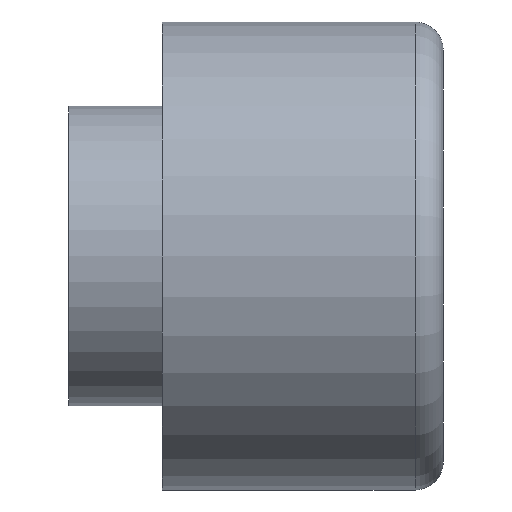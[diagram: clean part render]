
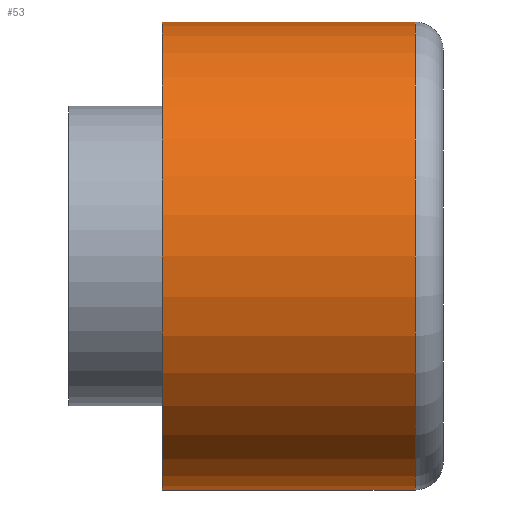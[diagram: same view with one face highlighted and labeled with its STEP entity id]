
A CAD part, front view. The second image highlights one B-rep face of the part: STEP entity #53.
In plain terms, the highlighted cylindrical face has radius 25 mm (diameter 50 mm), a full revolution.
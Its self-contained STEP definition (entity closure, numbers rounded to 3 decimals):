
#53 = ADVANCED_FACE( '', ( #111, #112 ), #113, .T. );
#111 = FACE_OUTER_BOUND( '', #168, .T. );
#112 = FACE_OUTER_BOUND( '', #169, .T. );
#113 = CYLINDRICAL_SURFACE( '', #170, 25. );
#168 = EDGE_LOOP( '', ( #235 ) );
#169 = EDGE_LOOP( '', ( #236 ) );
#170 = AXIS2_PLACEMENT_3D( '', #237, #238, #239 );
#235 = ORIENTED_EDGE( '', *, *, #269, .F. );
#236 = ORIENTED_EDGE( '', *, *, #280, .T. );
#237 = CARTESIAN_POINT( '', ( 40., 0., 0. ) );
#238 = DIRECTION( '', ( -1., 0., 0. ) );
#239 = DIRECTION( '', ( 0., 0., -1. ) );
#269 = EDGE_CURVE( '', #297, #297, #298, .T. );
#280 = EDGE_CURVE( '', #314, #314, #315, .T. );
#297 = VERTEX_POINT( '', #334 );
#298 = CIRCLE( '', #335, 25. );
#314 = VERTEX_POINT( '', #351 );
#315 = CIRCLE( '', #352, 25. );
#334 = CARTESIAN_POINT( '', ( 37., 0., -25. ) );
#335 = AXIS2_PLACEMENT_3D( '', #371, #372, #373 );
#351 = CARTESIAN_POINT( '', ( 10., 0., -25. ) );
#352 = AXIS2_PLACEMENT_3D( '', #389, #390, #391 );
#371 = CARTESIAN_POINT( '', ( 37., 0., 0. ) );
#372 = DIRECTION( '', ( 1., 0., 0. ) );
#373 = DIRECTION( '', ( 0., 0., -1. ) );
#389 = CARTESIAN_POINT( '', ( 10., 0., 0. ) );
#390 = DIRECTION( '', ( 1., 0., 0. ) );
#391 = DIRECTION( '', ( 0., 0., -1. ) );
